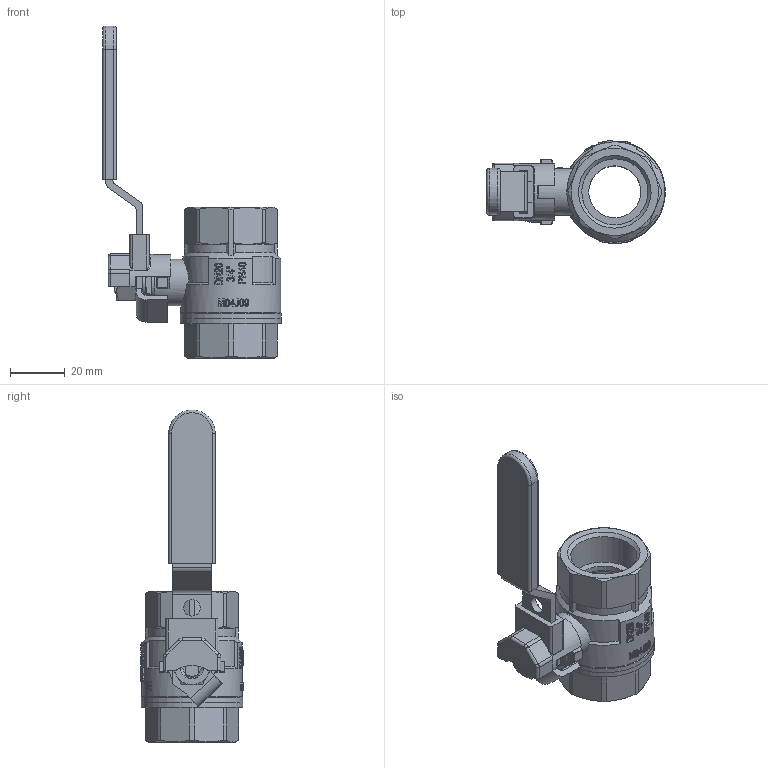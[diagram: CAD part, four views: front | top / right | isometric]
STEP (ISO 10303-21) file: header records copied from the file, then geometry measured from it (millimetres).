
FILE_DESCRIPTION(/* description */ ('Unknown','CAx-IF Rec.Pracs.---Representation and Presentation of Product Manufacturing Information (PMI)---4.0---2014-10-13','CAx-IF Rec.Pracs.---3D Tessellated Geometry---0.4---2014-09-14','2;1'),/* implementation_level */ '2;1');
FILE_NAME(/* name */ '605-05',/* time_stamp */ '2023-09-21T10:45:55+02:00',/* author */ ('Unknown'),/* organization */ ('Unknown'),/* preprocessor_version */ 'ST-DEVELOPER v18.102',/* originating_system */ 'Solid Edge',/* authorisation */ 'Unknown');
FILE_SCHEMA (('AP242_MANAGED_MODEL_BASED_3D_ENGINEERING_MIM_LF { 1 0 10303 442 1 1 4 }'));
Length unit declared in the file: millimetre
Products named in the file (12): 605-05; Edelstahlgriff-DN10_DN15_DN20; Edelstahlgriff_ DN10_DN15_DN20; Schlie_lasche _DN10_DN15_DN20; Edelstahlgriff Ummantelung DN10_DN15_DN20; 600-05; 600-04_Spindel; 600-04_Stopfbuchse; 600-05_Einschraubteil; 600-05_Körper; Mutter_M8
Assembly tree (11 placements, depth 4):
  605-05
    Edelstahlgriff-DN10_DN15_DN20
      Edelstahlgriff_ DN10_DN15_DN20
      Schlie_lasche _DN10_DN15_DN20
      Edelstahlgriff Ummantelung DN10_DN15_DN20
    600-05
      600-04_Spindel
        600-04_Stopfbuchse
        600-04_Spindel
      600-05_Einschraubteil
      600-05_Körper
    Mutter_M8
Bounding box: 65.35 x 37.58 x 121.25 mm (x, y, z)
Volume: 34448.2 mm3; surface area: 28929.8 mm2
Topology: 8 solids, 8 shells, 1283 faces, 3561 edges, 2354 vertices
Faces by surface type: plane 1074, cylinder 139, cone 55, torus 11, bspline 2, sphere 2
Full cylindrical faces by diameter (mm): 6 x1, 6.6 x1, 6.75 x1, 8.9 x2, 9.1 x1, 9.3 x1, 10.5 x1, 12 x1, 12.5 x1, 14 x2, 17 x1, 19 x2, 24.117 x2, 26 x2, 30.5 x1, 32 x1, 32.5 x1, 36.6 x1, 37 x2
Entity records: 53138 total; most frequent: CARTESIAN_POINT 10760, DIRECTION 7941, ORIENTED_EDGE 7020, EDGE_CURVE 3510, AXIS2_PLACEMENT_3D 3248, VERTEX_POINT 2347, ELLIPSE 1518, LINE 1445
